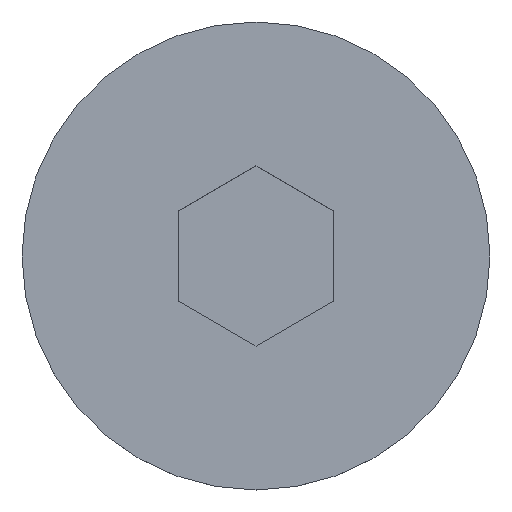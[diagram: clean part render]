
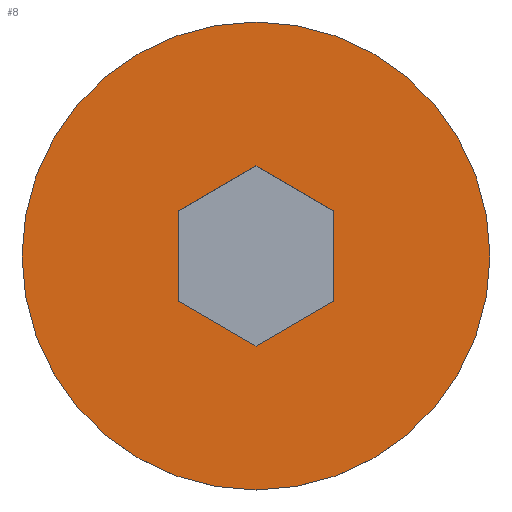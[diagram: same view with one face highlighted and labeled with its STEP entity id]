
A CAD part, top view. The second image highlights one B-rep face of the part: STEP entity #8.
In plain terms, the highlighted planar face has unit normal (0, 0, 1).
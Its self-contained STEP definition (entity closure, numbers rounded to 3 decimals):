
#8 = ADVANCED_FACE ( 'NONE', ( #10, #18 ), #497, .T. ) ;
#10 = FACE_BOUND ( 'NONE', #92, .T. ) ;
#18 = FACE_OUTER_BOUND ( 'NONE', #358, .T. ) ;
#30 = VECTOR ( 'NONE', #320, 1000. ) ;
#32 = DIRECTION ( 'NONE',  ( -0.866, -0.5, 0. ) ) ;
#41 = EDGE_CURVE ( 'NONE', #488, #249, #71, .T. ) ;
#43 = LINE ( 'NONE', #253, #277 ) ;
#47 = ORIENTED_EDGE ( 'NONE', *, *, #87, .T. ) ;
#51 = EDGE_CURVE ( 'NONE', #265, #246, #377, .T. ) ;
#52 = VERTEX_POINT ( 'NONE', #225 ) ;
#54 = CARTESIAN_POINT ( 'NONE',  ( 0., -2.309, 0. ) ) ;
#71 = LINE ( 'NONE', #491, #264 ) ;
#75 = DIRECTION ( 'NONE',  ( 0., 0., -1. ) ) ;
#82 = CARTESIAN_POINT ( 'NONE',  ( 0., 2.309, 0. ) ) ;
#87 = EDGE_CURVE ( 'NONE', #346, #488, #403, .T. ) ;
#92 = EDGE_LOOP ( 'NONE', ( #47, #235, #414, #316, #384, #251 ) ) ;
#95 = VECTOR ( 'NONE', #142, 1000. ) ;
#107 = DIRECTION ( 'NONE',  ( 0., 0., -1. ) ) ;
#114 = DIRECTION ( 'NONE',  ( 0., 0., 1. ) ) ;
#119 = AXIS2_PLACEMENT_3D ( 'NONE', #342, #114, #263 ) ;
#130 = CARTESIAN_POINT ( 'NONE',  ( -2., 1.155, 0. ) ) ;
#131 = VERTEX_POINT ( 'NONE', #383 ) ;
#132 = AXIS2_PLACEMENT_3D ( 'NONE', #254, #107, #405 ) ;
#134 = CARTESIAN_POINT ( 'NONE',  ( 0., 2.309, 0. ) ) ;
#136 = LINE ( 'NONE', #130, #30 ) ;
#142 = DIRECTION ( 'NONE',  ( 0., 1., 0. ) ) ;
#146 = CARTESIAN_POINT ( 'NONE',  ( -2., 0., 0. ) ) ;
#150 = CIRCLE ( 'NONE', #132, 6. ) ;
#160 = VECTOR ( 'NONE', #348, 1000. ) ;
#164 = ORIENTED_EDGE ( 'NONE', *, *, #467, .F. ) ;
#168 = AXIS2_PLACEMENT_3D ( 'NONE', #417, #75, #262 ) ;
#188 = VERTEX_POINT ( 'NONE', #82 ) ;
#225 = CARTESIAN_POINT ( 'NONE',  ( -2., -1.155, 0. ) ) ;
#230 = LINE ( 'NONE', #134, #492 ) ;
#235 = ORIENTED_EDGE ( 'NONE', *, *, #41, .T. ) ;
#238 = CARTESIAN_POINT ( 'NONE',  ( -6., 0., 0. ) ) ;
#246 = VERTEX_POINT ( 'NONE', #238 ) ;
#249 = VERTEX_POINT ( 'NONE', #54 ) ;
#251 = ORIENTED_EDGE ( 'NONE', *, *, #361, .T. ) ;
#253 = CARTESIAN_POINT ( 'NONE',  ( 0., -2.309, 0. ) ) ;
#254 = CARTESIAN_POINT ( 'NONE',  ( 0., 0., 0. ) ) ;
#262 = DIRECTION ( 'NONE',  ( 1., 0., 0. ) ) ;
#263 = DIRECTION ( 'NONE',  ( 1., 0., 0. ) ) ;
#264 = VECTOR ( 'NONE', #32, 1000. ) ;
#265 = VERTEX_POINT ( 'NONE', #321 ) ;
#277 = VECTOR ( 'NONE', #336, 1000. ) ;
#287 = EDGE_CURVE ( 'NONE', #131, #188, #136, .T. ) ;
#316 = ORIENTED_EDGE ( 'NONE', *, *, #485, .T. ) ;
#320 = DIRECTION ( 'NONE',  ( 0.866, 0.5, 0. ) ) ;
#321 = CARTESIAN_POINT ( 'NONE',  ( 6., 0., 0. ) ) ;
#336 = DIRECTION ( 'NONE',  ( -0.866, 0.5, 0. ) ) ;
#337 = CARTESIAN_POINT ( 'NONE',  ( 2., -1.155, 0. ) ) ;
#342 = CARTESIAN_POINT ( 'NONE',  ( 3., 0., 0. ) ) ;
#346 = VERTEX_POINT ( 'NONE', #477 ) ;
#348 = DIRECTION ( 'NONE',  ( 0., -1., 0. ) ) ;
#358 = EDGE_LOOP ( 'NONE', ( #459, #164 ) ) ;
#361 = EDGE_CURVE ( 'NONE', #188, #346, #230, .T. ) ;
#377 = CIRCLE ( 'NONE', #168, 6. ) ;
#383 = CARTESIAN_POINT ( 'NONE',  ( -2., 1.155, 0. ) ) ;
#384 = ORIENTED_EDGE ( 'NONE', *, *, #287, .T. ) ;
#394 = LINE ( 'NONE', #146, #95 ) ;
#403 = LINE ( 'NONE', #465, #160 ) ;
#405 = DIRECTION ( 'NONE',  ( 1., 0., 0. ) ) ;
#414 = ORIENTED_EDGE ( 'NONE', *, *, #498, .T. ) ;
#417 = CARTESIAN_POINT ( 'NONE',  ( 0., 0., 0. ) ) ;
#440 = DIRECTION ( 'NONE',  ( 0.866, -0.5, 0. ) ) ;
#459 = ORIENTED_EDGE ( 'NONE', *, *, #51, .F. ) ;
#465 = CARTESIAN_POINT ( 'NONE',  ( 2., 0., 0. ) ) ;
#467 = EDGE_CURVE ( 'NONE', #246, #265, #150, .T. ) ;
#477 = CARTESIAN_POINT ( 'NONE',  ( 2., 1.155, 0. ) ) ;
#485 = EDGE_CURVE ( 'NONE', #52, #131, #394, .T. ) ;
#488 = VERTEX_POINT ( 'NONE', #337 ) ;
#491 = CARTESIAN_POINT ( 'NONE',  ( 2., -1.155, 0. ) ) ;
#492 = VECTOR ( 'NONE', #440, 1000. ) ;
#497 = PLANE ( 'NONE',  #119 ) ;
#498 = EDGE_CURVE ( 'NONE', #249, #52, #43, .T. ) ;
